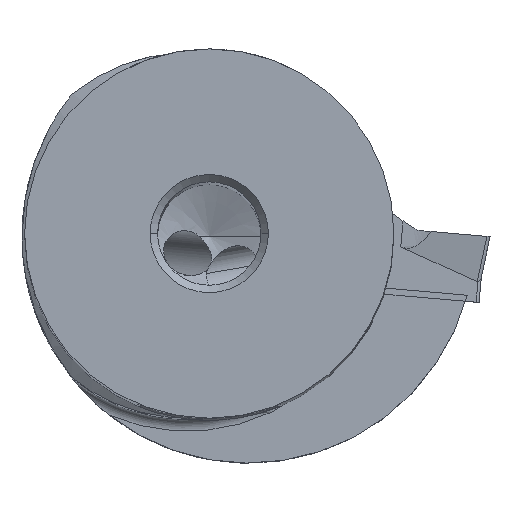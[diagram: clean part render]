
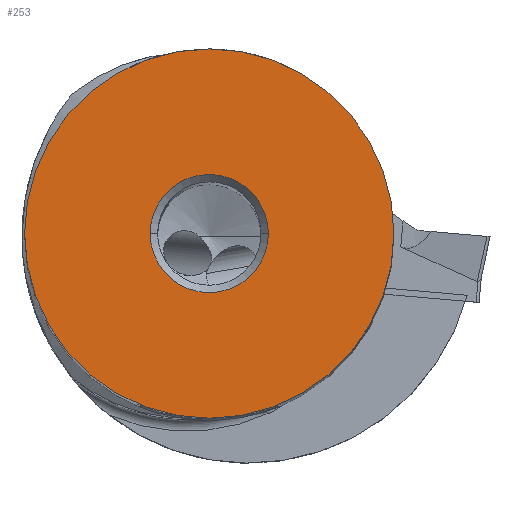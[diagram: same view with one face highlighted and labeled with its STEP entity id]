
A CAD part, top view. The second image highlights one B-rep face of the part: STEP entity #253.
In plain terms, the highlighted planar face has unit normal (0, 0, 1).
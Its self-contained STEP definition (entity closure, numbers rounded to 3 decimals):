
#50=FACE_BOUND('',#542,.T.);
#51=FACE_BOUND('',#543,.T.);
#253=ADVANCED_FACE('',(#50,#51),#313,.F.);
#313=PLANE('',#2877);
#542=EDGE_LOOP('',(#1199,#1200));
#543=EDGE_LOOP('',(#1201,#1202));
#1199=ORIENTED_EDGE('',*,*,#1913,.T.);
#1200=ORIENTED_EDGE('',*,*,#1914,.T.);
#1201=ORIENTED_EDGE('',*,*,#1912,.T.);
#1202=ORIENTED_EDGE('',*,*,#1910,.T.);
#1554=VERTEX_POINT('',#5579);
#1555=VERTEX_POINT('',#5581);
#1556=VERTEX_POINT('',#5587);
#1557=VERTEX_POINT('',#5588);
#1910=EDGE_CURVE('',#1555,#1554,#2180,.T.);
#1912=EDGE_CURVE('',#1554,#1555,#2181,.T.);
#1913=EDGE_CURVE('',#1556,#1557,#2182,.T.);
#1914=EDGE_CURVE('',#1557,#1556,#2183,.T.);
#2180=CIRCLE('',#2871,4.);
#2181=CIRCLE('',#2873,4.);
#2182=CIRCLE('',#2875,12.5);
#2183=CIRCLE('',#2876,12.5);
#2871=AXIS2_PLACEMENT_3D('',#5580,#3445,#3446);
#2873=AXIS2_PLACEMENT_3D('',#5584,#3450,#3451);
#2875=AXIS2_PLACEMENT_3D('',#5586,#3454,#3455);
#2876=AXIS2_PLACEMENT_3D('',#5589,#3456,#3457);
#2877=AXIS2_PLACEMENT_3D('',#5590,#3458,#3459);
#3445=DIRECTION('',(0.,0.,-1.));
#3446=DIRECTION('',(-1.,0.,0.));
#3450=DIRECTION('',(0.,0.,-1.));
#3451=DIRECTION('',(1.,0.,0.));
#3454=DIRECTION('',(0.,0.,1.));
#3455=DIRECTION('',(1.,0.,0.));
#3456=DIRECTION('',(0.,0.,1.));
#3457=DIRECTION('',(-1.,0.,0.));
#3458=DIRECTION('',(0.,0.,-1.));
#3459=DIRECTION('',(1.,0.,0.));
#5579=CARTESIAN_POINT('',(4.,0.,0.));
#5580=CARTESIAN_POINT('',(0.,0.,0.));
#5581=CARTESIAN_POINT('',(-4.,0.,0.));
#5584=CARTESIAN_POINT('',(0.,0.,0.));
#5586=CARTESIAN_POINT('',(0.,0.,0.));
#5587=CARTESIAN_POINT('',(12.5,0.,0.));
#5588=CARTESIAN_POINT('',(-12.5,0.,0.));
#5589=CARTESIAN_POINT('',(0.,0.,0.));
#5590=CARTESIAN_POINT('',(0.,0.,0.));
